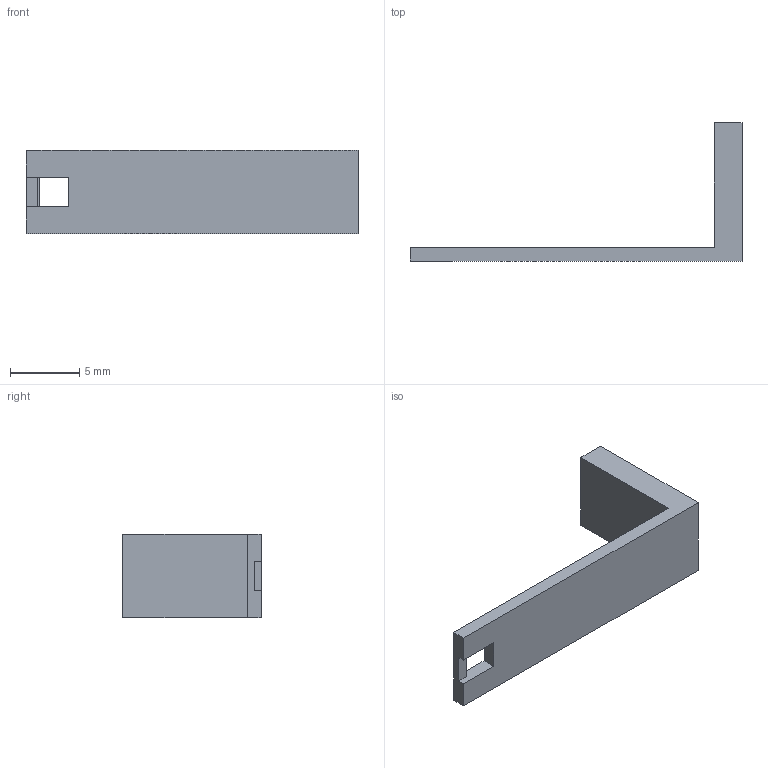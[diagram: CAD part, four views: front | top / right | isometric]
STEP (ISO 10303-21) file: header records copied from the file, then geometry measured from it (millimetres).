
FILE_DESCRIPTION (( 'STEP AP214' ), '1' );
FILE_NAME ('Plaque 2.STEP', '2021-07-16T15:50:31', ( '' ), ( '' ), 'SwSTEP 2.0', 'SolidWorks 2020', '' );
FILE_SCHEMA (( 'AUTOMOTIVE_DESIGN' ));
Length unit declared in the file: millimetre
Products named in the file (1): Plaque 2
Bounding box: 24 x 10 x 6 mm (x, y, z)
Volume: 244.7 mm3; surface area: 499.7 mm2
Topology: 1 solids, 1 shells, 17 faces, 45 edges, 30 vertices
Faces by surface type: plane 15, cylinder 2
Entity records: 561 total; most frequent: CARTESIAN_POINT 93, ORIENTED_EDGE 90, DIRECTION 85, EDGE_CURVE 45, LINE 41, VECTOR 41, VERTEX_POINT 30, AXIS2_PLACEMENT_3D 22
